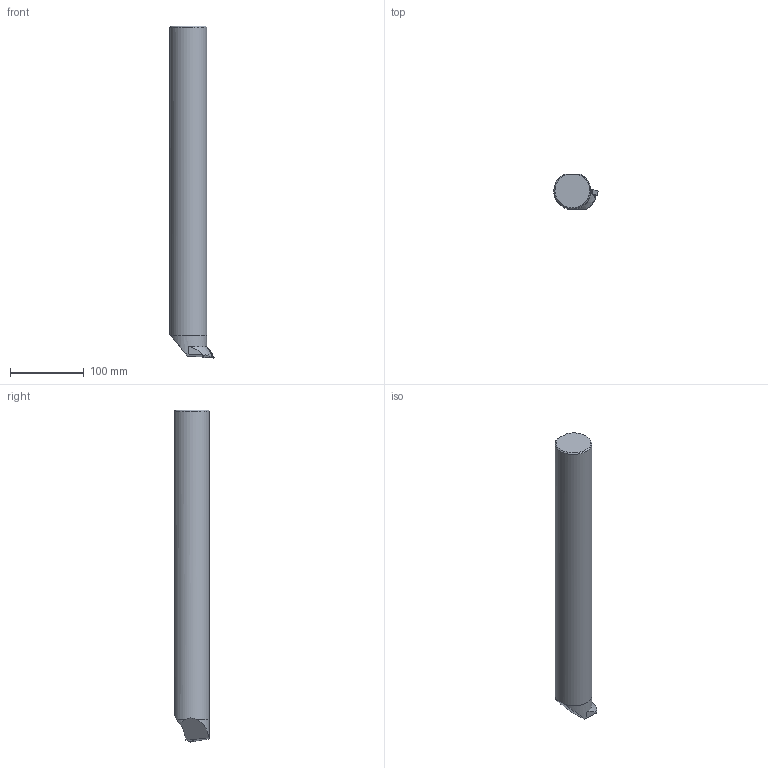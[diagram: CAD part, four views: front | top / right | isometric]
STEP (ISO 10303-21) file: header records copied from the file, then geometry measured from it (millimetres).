
FILE_DESCRIPTION((''),'2;1');
FILE_NAME('70569050_ASM','2018-10-30T11:45:43',('piechottad'),(''),'CREO PARAMETRIC BY PTC INC, 2017380','CREO PARAMETRIC BY PTC INC, 2017380','');
FILE_SCHEMA(('AUTOMOTIVE_DESIGN { 1 0 10303 214 1 1 1 1 }'));
Length unit declared in the file: millimetre
Products named in the file (3): 70569050NC; 70569050C; 70569050_ASM
Assembly tree (2 placements, depth 2):
  70569050_ASM
    70569050NC
    70569050C
Bounding box: 60 x 46.94 x 450.01 mm (x, y, z)
Volume: 830254.9 mm3; surface area: 72964.2 mm2
Topology: 2 solids, 2 shells, 36 faces, 102 edges, 70 vertices
Faces by surface type: plane 19, cylinder 9, cone 4, bspline 2, torus 2
Entity records: 3323 total; most frequent: CARTESIAN_POINT 511, DIRECTION 262, PRESENTATION_STYLE_ASSIGNMENT 188, STYLED_ITEM 188, ORIENTED_EDGE 184, PROPERTY_DEFINITION 167, REPRESENTATION 165, PROPERTY_DEFINITION_REPRESENTATION 165
